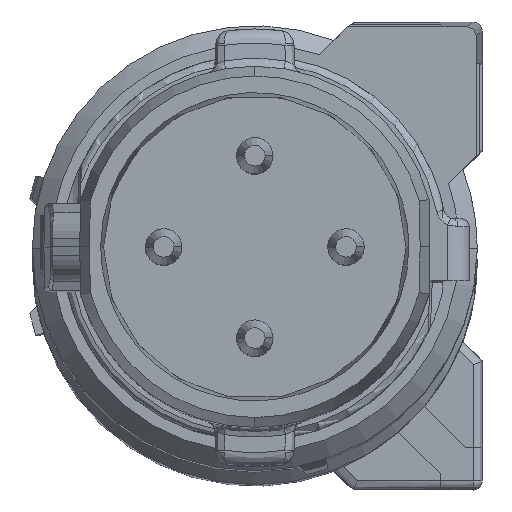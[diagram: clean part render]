
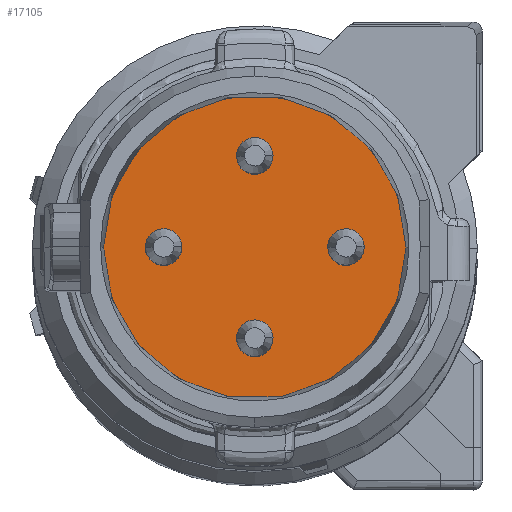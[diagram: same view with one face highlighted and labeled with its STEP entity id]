
A CAD part, top view. The second image highlights one B-rep face of the part: STEP entity #17105.
In plain terms, the highlighted planar face has unit normal (0, 0, 1).
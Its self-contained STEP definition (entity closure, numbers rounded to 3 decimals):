
#17062=AXIS2_PLACEMENT_3D('Circle Axis2P3D',#17060,#17061,$) ;
#17086=AXIS2_PLACEMENT_3D('Circle Axis2P3D',#17084,#17085,$) ;
#17099=AXIS2_PLACEMENT_3D('Plane Axis2P3D',#17096,#17097,#17098) ;
#17057=CARTESIAN_POINT('Vertex',(2.022,6.236,281.4)) ;
#17060=CARTESIAN_POINT('Axis2P3D Location',(6.17,6.236,281.4)) ;
#17064=CARTESIAN_POINT('Vertex',(10.319,6.236,281.4)) ;
#17084=CARTESIAN_POINT('Axis2P3D Location',(6.17,6.236,281.4)) ;
#17096=CARTESIAN_POINT('Axis2P3D Location',(6.17,6.236,281.4)) ;
#17061=DIRECTION('Axis2P3D Direction',(0.,0.,1.)) ;
#17085=DIRECTION('Axis2P3D Direction',(0.,0.,1.)) ;
#17097=DIRECTION('Axis2P3D Direction',(0.,0.,-1.)) ;
#17098=DIRECTION('Axis2P3D XDirection',(-1.,0.,0.)) ;
#17102=ORIENTED_EDGE('',*,*,#17088,.T.) ;
#17103=ORIENTED_EDGE('',*,*,#17066,.T.) ;
#17105=ADVANCED_FACE('2003820050.2\\Hauptkoerper',(#17104),#17100,.F.) ;
#17063=CIRCLE('generated circle',#17062,4.148) ;
#17087=CIRCLE('generated circle',#17086,4.148) ;
#17066=EDGE_CURVE('',#17065,#17058,#17063,.T.) ;
#17088=EDGE_CURVE('',#17058,#17065,#17087,.T.) ;
#17101=EDGE_LOOP('',(#17102,#17103)) ;
#17104=FACE_OUTER_BOUND('',#17101,.T.) ;
#17100=PLANE('',#17099) ;
#17058=VERTEX_POINT('',#17057) ;
#17065=VERTEX_POINT('',#17064) ;
